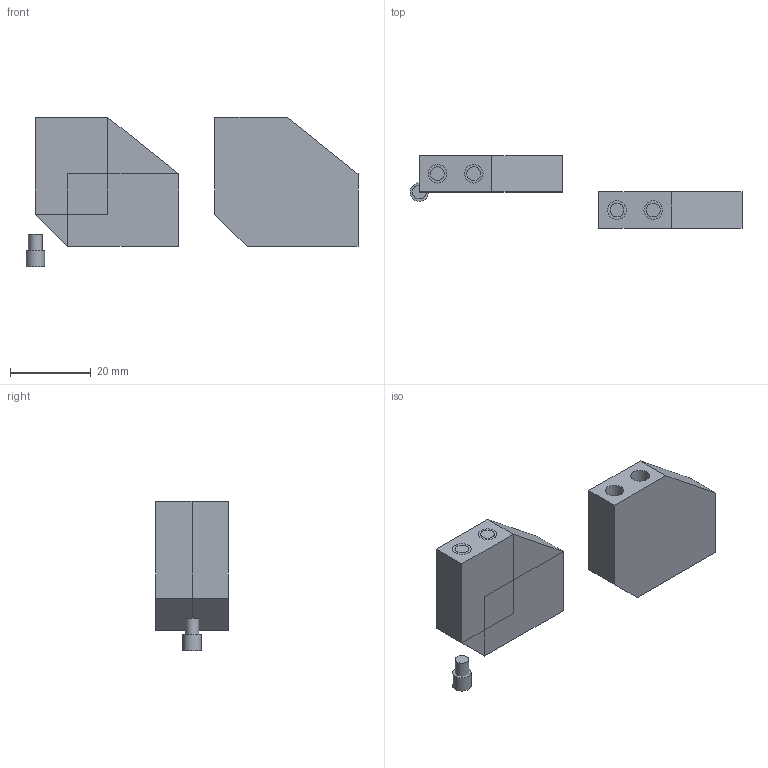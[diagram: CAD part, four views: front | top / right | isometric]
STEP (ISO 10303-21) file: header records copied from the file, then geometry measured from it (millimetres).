
FILE_DESCRIPTION(('FreeCAD Model'),'2;1');
FILE_NAME('Open CASCADE Shape Model','2024-01-22T17:03:33',('Author'),( ''),'Open CASCADE STEP processor 7.5','FreeCAD','Unknown');
FILE_SCHEMA(('AUTOMOTIVE_DESIGN { 1 0 10303 214 1 1 1 1 }'));
Length unit declared in the file: millimetre
Products named in the file (20): Blobifier6; cylinder006; difference; Matrix_Union003; union; cylinder007; Group001; hull; cube; Matrix_Union; cylinder002; cylinder003; Matrix_Union001; cylinder; cylinder004; Group; cube001; cylinder001; cylinder005; Matrix_Union002
Assembly tree (19 placements, depth 2):
  Blobifier6
    cylinder006
    difference
    Matrix_Union003
    union
    cylinder007
    Group001
    hull
    cube
    Matrix_Union
    cylinder002
    cylinder003
    Matrix_Union001
    cylinder
    cylinder004
    Group
    cube001
    cylinder001
    cylinder005
    Matrix_Union002
Bounding box: 82.3 x 18 x 37.01 mm (x, y, z)
Volume: 27389.4 mm3; surface area: 12322.4 mm2
Topology: 24 solids, 24 shells, 140 faces, 192 edges, 132 vertices
Faces by surface type: plane 100, cylinder 40
Full cylindrical faces by diameter (mm): 3.4 x20, 4.6 x20
Entity records: 3527 total; most frequent: DIRECTION 604, CARTESIAN_POINT 484, ORIENTED_EDGE 384, AXIS2_PLACEMENT_3D 252, EDGE_CURVE 192, FACE_BOUND 172, EDGE_LOOP 172, ADVANCED_FACE 140
